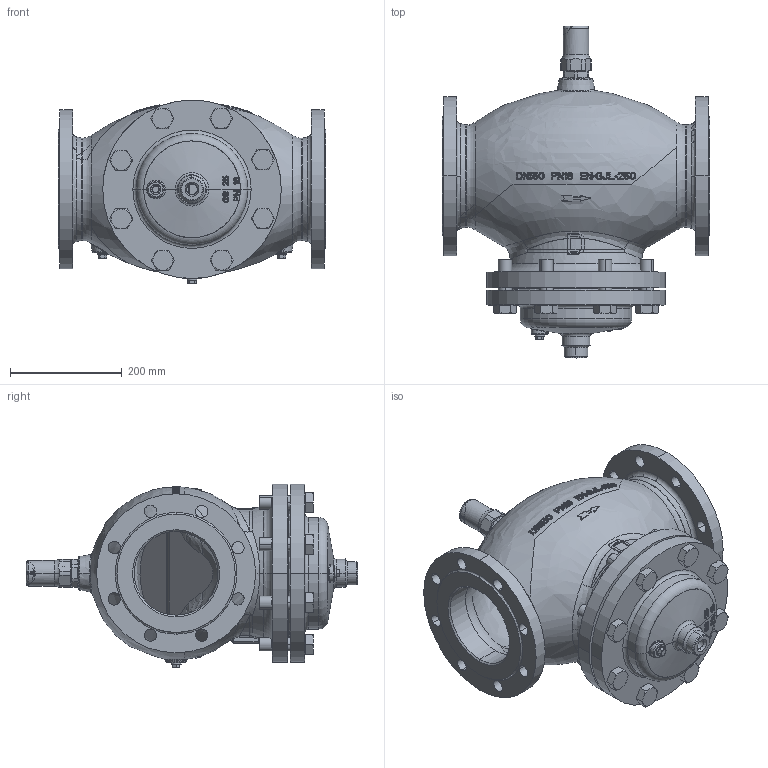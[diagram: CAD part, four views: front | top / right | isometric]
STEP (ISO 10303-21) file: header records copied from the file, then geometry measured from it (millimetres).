
FILE_DESCRIPTION((''),'2;1');
FILE_NAME('065B2664_ASM','2015-03-31T',('u317927'),('Danfoss'),'PRO/ENGINEER BY PARAMETRIC TECHNOLOGY CORPORATION, 2014000','PRO/ENGINEER BY PARAMETRIC TECHNOLOGY CORPORATION, 2014000','');
FILE_SCHEMA(('CONFIG_CONTROL_DESIGN'));
Products named in the file (9): 88618510; 88610180; 51840360; 54512120; 88618560; 88618700; TESNILO_18X14; VIJAK_G1L4X12_ZAPIRALNI; 065B2664_ASM
Assembly tree (21 placements, depth 2):
  065B2664_ASM
    88618510
    88610180
    51840360  x8
    54512120
    88618560
    88618700
    TESNILO_18X14  x4
    VIJAK_G1L4X12_ZAPIRALNI  x4
Bounding box: 480 x 595 x 329.7 mm (x, y, z)
Volume: 13666324.9 mm3; surface area: 2003324.4 mm2
Topology: 21 solids, 55 shells, 3918 faces, 8988 edges, 5180 vertices
Faces by surface type: bspline 2063, extrusion 760, cylinder 371, plane 252, sphere 201, cone 166, torus 105
Entity records: 154904 total; most frequent: CARTESIAN_POINT 91945, ORIENTED_EDGE 16480, EDGE_CURVE 8313, DIRECTION 7112, B_SPLINE_CURVE_WITH_KNOTS 6447, VERTEX_POINT 4766, EDGE_LOOP 3766, FACE_OUTER_BOUND 3618
